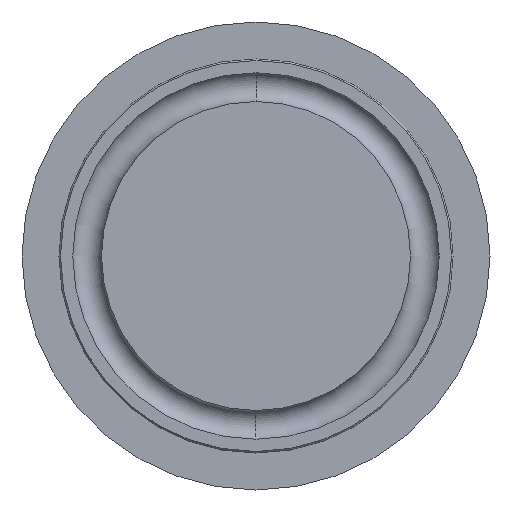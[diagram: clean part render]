
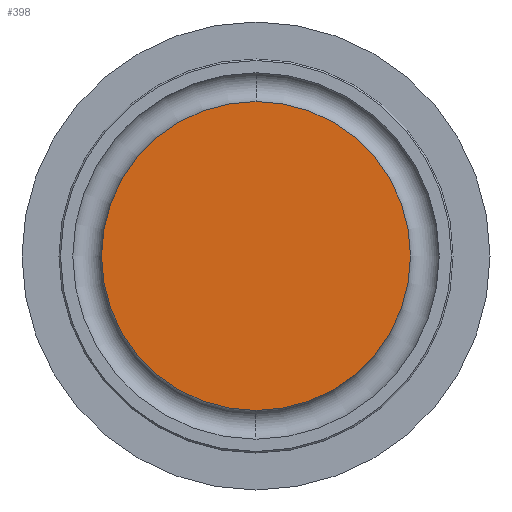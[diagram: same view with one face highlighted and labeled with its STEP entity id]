
A CAD part, left-side view. The second image highlights one B-rep face of the part: STEP entity #398.
In plain terms, the highlighted planar face has unit normal (-1, 0, 0).
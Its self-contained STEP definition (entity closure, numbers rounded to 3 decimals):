
#1 = AXIS2_PLACEMENT_3D ( 'NONE', #387, #17, #266 ) ;
#17 = DIRECTION ( 'NONE',  ( 1., 0., 0. ) ) ;
#19 = ORIENTED_EDGE ( 'NONE', *, *, #84, .T. ) ;
#58 = FACE_OUTER_BOUND ( 'NONE', #471, .T. ) ;
#60 = CARTESIAN_POINT ( 'NONE',  ( -8.328, 0., -25.092 ) ) ;
#84 = EDGE_CURVE ( 'NONE', #112, #92, #123, .T. ) ;
#92 = VERTEX_POINT ( 'NONE', #60 ) ;
#108 = ORIENTED_EDGE ( 'NONE', *, *, #157, .T. ) ;
#112 = VERTEX_POINT ( 'NONE', #138 ) ;
#123 = CIRCLE ( 'NONE', #459, 25.092 ) ;
#130 = DIRECTION ( 'NONE',  ( 0., 0., 1. ) ) ;
#134 = PLANE ( 'NONE',  #1 ) ;
#138 = CARTESIAN_POINT ( 'NONE',  ( -8.328, 0., 25.092 ) ) ;
#157 = EDGE_CURVE ( 'NONE', #92, #112, #356, .T. ) ;
#266 = DIRECTION ( 'NONE',  ( 0., 0., -1. ) ) ;
#274 = CARTESIAN_POINT ( 'NONE',  ( -8.328, 0., 0. ) ) ;
#295 = CARTESIAN_POINT ( 'NONE',  ( -8.328, 0., 0. ) ) ;
#320 = DIRECTION ( 'NONE',  ( -1., 0., 0. ) ) ;
#356 = CIRCLE ( 'NONE', #406, 25.092 ) ;
#384 = DIRECTION ( 'NONE',  ( -1., 0., 0. ) ) ;
#387 = CARTESIAN_POINT ( 'NONE',  ( -8.328, 25.092, 0. ) ) ;
#398 = ADVANCED_FACE ( 'NONE', ( #58 ), #134, .F. ) ;
#406 = AXIS2_PLACEMENT_3D ( 'NONE', #295, #384, #130 ) ;
#439 = DIRECTION ( 'NONE',  ( 0., 0., 1. ) ) ;
#459 = AXIS2_PLACEMENT_3D ( 'NONE', #274, #320, #439 ) ;
#471 = EDGE_LOOP ( 'NONE', ( #19, #108 ) ) ;
